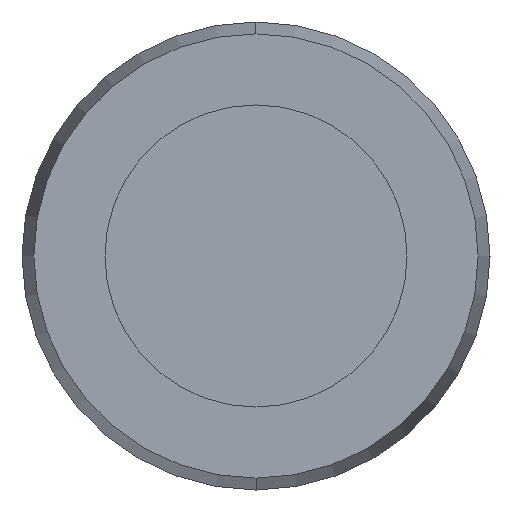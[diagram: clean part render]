
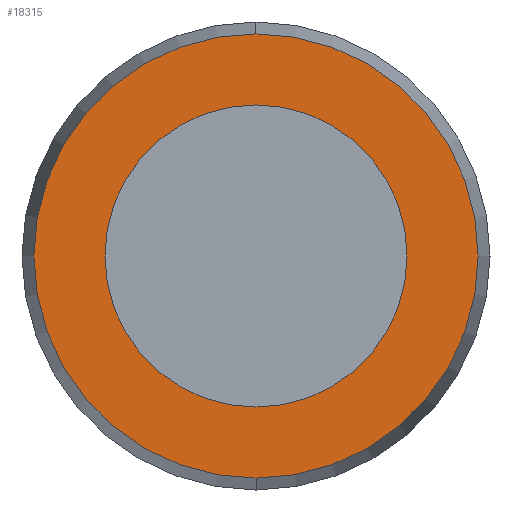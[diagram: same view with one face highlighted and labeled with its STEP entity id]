
A CAD part, left-side view. The second image highlights one B-rep face of the part: STEP entity #18315.
In plain terms, the highlighted planar face has unit normal (-1, 0, 0).
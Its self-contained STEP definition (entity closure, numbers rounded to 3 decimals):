
#148 = CARTESIAN_POINT ( 'NONE',  ( -2.5, 0., 0. ) ) ;
#392 = AXIS2_PLACEMENT_3D ( 'NONE', #963, #26677, #23861 ) ;
#963 = CARTESIAN_POINT ( 'NONE',  ( -2.5, 0., 0. ) ) ;
#3152 = EDGE_CURVE ( 'NONE', #21701, #3647, #27513, .T. ) ;
#3576 = EDGE_CURVE ( 'NONE', #3647, #21701, #9946, .T. ) ;
#3647 = VERTEX_POINT ( 'NONE', #25365 ) ;
#4545 = CARTESIAN_POINT ( 'NONE',  ( -2.5, 0., 0. ) ) ;
#6783 = CARTESIAN_POINT ( 'NONE',  ( -2.5, 0., 0. ) ) ;
#6803 = EDGE_LOOP ( 'NONE', ( #10946, #14801 ) ) ;
#9767 = DIRECTION ( 'NONE',  ( 0., 0., -1. ) ) ;
#9946 = CIRCLE ( 'NONE', #392, 5.1 ) ;
#10946 = ORIENTED_EDGE ( 'NONE', *, *, #3152, .F. ) ;
#11626 = PLANE ( 'NONE',  #27655 ) ;
#14159 = DIRECTION ( 'NONE',  ( 0., 0., -1. ) ) ;
#14801 = ORIENTED_EDGE ( 'NONE', *, *, #3576, .F. ) ;
#15180 = ORIENTED_EDGE ( 'NONE', *, *, #20830, .T. ) ;
#15190 = CIRCLE ( 'NONE', #16701, 7.5 ) ;
#15947 = CARTESIAN_POINT ( 'NONE',  ( -2.5, 0., 5.1 ) ) ;
#16515 = CARTESIAN_POINT ( 'NONE',  ( -2.5, -7.8, 7.8 ) ) ;
#16701 = AXIS2_PLACEMENT_3D ( 'NONE', #148, #26274, #23920 ) ;
#18035 = EDGE_CURVE ( 'NONE', #28629, #23266, #19640, .T. ) ;
#18315 = ADVANCED_FACE ( 'NONE', ( #26411, #23427 ), #11626, .F. ) ;
#18900 = DIRECTION ( 'NONE',  ( -1., 0., 0. ) ) ;
#19640 = CIRCLE ( 'NONE', #29174, 7.5 ) ;
#20830 = EDGE_CURVE ( 'NONE', #23266, #28629, #15190, .T. ) ;
#21701 = VERTEX_POINT ( 'NONE', #15947 ) ;
#23266 = VERTEX_POINT ( 'NONE', #25160 ) ;
#23354 = EDGE_LOOP ( 'NONE', ( #15180, #28987 ) ) ;
#23427 = FACE_OUTER_BOUND ( 'NONE', #23354, .T. ) ;
#23741 = DIRECTION ( 'NONE',  ( -1., 0., 0. ) ) ;
#23861 = DIRECTION ( 'NONE',  ( 0., 0., 1. ) ) ;
#23920 = DIRECTION ( 'NONE',  ( 0., 0., -1. ) ) ;
#25160 = CARTESIAN_POINT ( 'NONE',  ( -2.5, 0., -7.5 ) ) ;
#25365 = CARTESIAN_POINT ( 'NONE',  ( -2.5, 0., -5.1 ) ) ;
#26274 = DIRECTION ( 'NONE',  ( -1., 0., 0. ) ) ;
#26411 = FACE_BOUND ( 'NONE', #6803, .T. ) ;
#26677 = DIRECTION ( 'NONE',  ( -1., 0., 0. ) ) ;
#27030 = AXIS2_PLACEMENT_3D ( 'NONE', #4545, #23741, #30976 ) ;
#27513 = CIRCLE ( 'NONE', #27030, 5.1 ) ;
#27655 = AXIS2_PLACEMENT_3D ( 'NONE', #16515, #28607, #14159 ) ;
#28607 = DIRECTION ( 'NONE',  ( 1., 0., 0. ) ) ;
#28629 = VERTEX_POINT ( 'NONE', #30228 ) ;
#28987 = ORIENTED_EDGE ( 'NONE', *, *, #18035, .T. ) ;
#29174 = AXIS2_PLACEMENT_3D ( 'NONE', #6783, #18900, #9767 ) ;
#30228 = CARTESIAN_POINT ( 'NONE',  ( -2.5, 0., 7.5 ) ) ;
#30976 = DIRECTION ( 'NONE',  ( 0., 0., 1. ) ) ;
